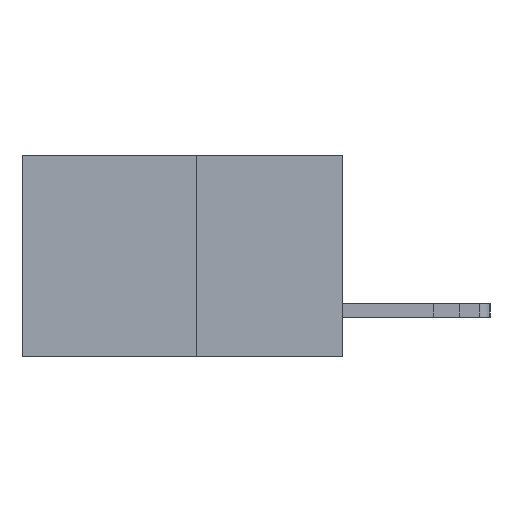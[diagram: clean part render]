
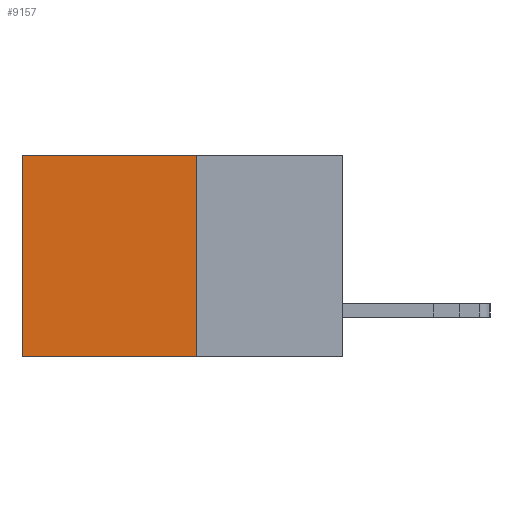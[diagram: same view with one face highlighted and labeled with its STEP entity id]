
A CAD part, left-side view. The second image highlights one B-rep face of the part: STEP entity #9157.
In plain terms, the highlighted planar face has unit normal (-1, 0, 0).
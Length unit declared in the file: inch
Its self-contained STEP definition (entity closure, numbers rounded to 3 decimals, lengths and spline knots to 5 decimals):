
#608 = EDGE_CURVE ( 'NONE', #1378, #16515, #13176, .T. ) ;
#747 = ORIENTED_EDGE ( 'NONE', *, *, #11225, .F. ) ;
#771 = DIRECTION ( 'NONE',  ( 1., 0., 0. ) ) ;
#1099 = EDGE_LOOP ( 'NONE', ( #13973, #747, #4269, #11089 ) ) ;
#1378 = VERTEX_POINT ( 'NONE', #4751 ) ;
#1422 = LINE ( 'NONE', #10505, #11697 ) ;
#1465 = DIRECTION ( 'NONE',  ( 0., 0., -1. ) ) ;
#2118 = CARTESIAN_POINT ( 'NONE',  ( 0.277, 0.27, 0. ) ) ;
#3937 = EDGE_CURVE ( 'NONE', #14914, #1378, #6913, .T. ) ;
#4263 = LINE ( 'NONE', #5387, #11086 ) ;
#4269 = ORIENTED_EDGE ( 'NONE', *, *, #9525, .F. ) ;
#4272 = VECTOR ( 'NONE', #10225, 39.37008 ) ;
#4751 = CARTESIAN_POINT ( 'NONE',  ( 0.277, 0.59, 0. ) ) ;
#5387 = CARTESIAN_POINT ( 'NONE',  ( 0.277, 0.27, -0.37 ) ) ;
#6056 = CARTESIAN_POINT ( 'NONE',  ( 0.277, 0.27, -0.37 ) ) ;
#6069 = VERTEX_POINT ( 'NONE', #6056 ) ;
#6913 = LINE ( 'NONE', #10209, #4272 ) ;
#8567 = PLANE ( 'NONE',  #9464 ) ;
#8939 = DIRECTION ( 'NONE',  ( 0., 0., -1. ) ) ;
#8972 = CARTESIAN_POINT ( 'NONE',  ( 0.277, 0.59, -0.37 ) ) ;
#9157 = ADVANCED_FACE ( 'NONE', ( #14601 ), #8567, .F. ) ;
#9464 = AXIS2_PLACEMENT_3D ( 'NONE', #9803, #771, #9853 ) ;
#9525 = EDGE_CURVE ( 'NONE', #14914, #6069, #1422, .T. ) ;
#9803 = CARTESIAN_POINT ( 'NONE',  ( 0.277, 0.27, -0.37 ) ) ;
#9853 = DIRECTION ( 'NONE',  ( 0., 0., -1. ) ) ;
#10118 = CARTESIAN_POINT ( 'NONE',  ( 0.277, 0.59, -0.37 ) ) ;
#10209 = CARTESIAN_POINT ( 'NONE',  ( 0.277, 0.27, 0. ) ) ;
#10225 = DIRECTION ( 'NONE',  ( 0., 1., 0. ) ) ;
#10505 = CARTESIAN_POINT ( 'NONE',  ( 0.277, 0.27, -0.37 ) ) ;
#11086 = VECTOR ( 'NONE', #12974, 39.37008 ) ;
#11089 = ORIENTED_EDGE ( 'NONE', *, *, #3937, .T. ) ;
#11225 = EDGE_CURVE ( 'NONE', #6069, #16515, #4263, .T. ) ;
#11697 = VECTOR ( 'NONE', #1465, 39.37008 ) ;
#12382 = VECTOR ( 'NONE', #8939, 39.37008 ) ;
#12974 = DIRECTION ( 'NONE',  ( 0., 1., 0. ) ) ;
#13176 = LINE ( 'NONE', #8972, #12382 ) ;
#13973 = ORIENTED_EDGE ( 'NONE', *, *, #608, .T. ) ;
#14601 = FACE_OUTER_BOUND ( 'NONE', #1099, .T. ) ;
#14914 = VERTEX_POINT ( 'NONE', #2118 ) ;
#16515 = VERTEX_POINT ( 'NONE', #10118 ) ;
